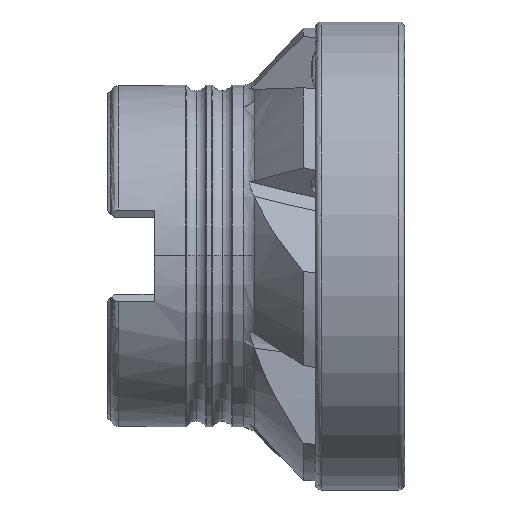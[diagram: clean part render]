
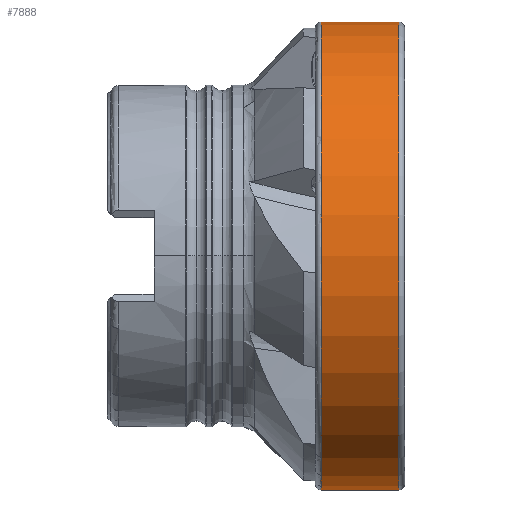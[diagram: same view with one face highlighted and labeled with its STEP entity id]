
A CAD part, top view. The second image highlights one B-rep face of the part: STEP entity #7888.
In plain terms, the highlighted cylindrical face has radius 31.5 mm (diameter 63 mm), a partial arc.
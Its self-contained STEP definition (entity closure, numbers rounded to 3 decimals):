
#757 = CARTESIAN_POINT ( 'NONE',  ( -0.2, -31.5, 0. ) ) ;
#788 = CARTESIAN_POINT ( 'NONE',  ( -10.6, -31.5, 0. ) ) ;
#807 = CARTESIAN_POINT ( 'NONE',  ( -10.6, 31.5, 0. ) ) ;
#838 = CARTESIAN_POINT ( 'NONE',  ( -0.2, 31.5, 0. ) ) ;
#2215 = FACE_OUTER_BOUND ( 'NONE', #7157, .T. ) ;
#2224 = CYLINDRICAL_SURFACE ( 'NONE', #10723, 31.5 ) ;
#3549 = CARTESIAN_POINT ( 'NONE',  ( 9.67, 0., 0. ) ) ;
#3550 = DIRECTION ( 'NONE',  ( 1., 0., 0. ) ) ;
#3558 = DIRECTION ( 'NONE',  ( 0., 1., 0. ) ) ;
#4536 = EDGE_CURVE ( 'NONE', #6815, #6846, #9995, .T. ) ;
#4537 = EDGE_CURVE ( 'NONE', #6796, #6767, #10000, .T. ) ;
#4539 = EDGE_CURVE ( 'NONE', #6815, #6796, #9999, .T. ) ;
#4547 = EDGE_CURVE ( 'NONE', #6846, #6767, #10009, .T. ) ;
#4744 = ORIENTED_EDGE ( 'NONE', *, *, #4537, .T. ) ;
#4745 = ORIENTED_EDGE ( 'NONE', *, *, #4536, .F. ) ;
#4811 = ORIENTED_EDGE ( 'NONE', *, *, #4539, .T. ) ;
#4824 = ORIENTED_EDGE ( 'NONE', *, *, #4547, .F. ) ;
#6767 = VERTEX_POINT ( 'NONE', #757 ) ;
#6796 = VERTEX_POINT ( 'NONE', #788 ) ;
#6815 = VERTEX_POINT ( 'NONE', #807 ) ;
#6846 = VERTEX_POINT ( 'NONE', #838 ) ;
#7157 = EDGE_LOOP ( 'NONE', ( #4811, #4744, #4824, #4745 ) ) ;
#7888 = ADVANCED_FACE ( 'NONE', ( #2215 ), #2224, .T. ) ;
#8309 = AXIS2_PLACEMENT_3D ( 'NONE', #9856, #9857, #9858 ) ;
#9838 = CARTESIAN_POINT ( 'NONE',  ( 9.67, -31.5, 0. ) ) ;
#9840 = CARTESIAN_POINT ( 'NONE',  ( 9.67, 31.5, 0. ) ) ;
#9847 = DIRECTION ( 'NONE',  ( 1., 0., 0. ) ) ;
#9851 = DIRECTION ( 'NONE',  ( 1., 0., 0. ) ) ;
#9856 = CARTESIAN_POINT ( 'NONE',  ( -10.6, 0., 0. ) ) ;
#9857 = DIRECTION ( 'NONE',  ( 1., 0., 0. ) ) ;
#9858 = DIRECTION ( 'NONE',  ( 0., 1., 0. ) ) ;
#9883 = CARTESIAN_POINT ( 'NONE',  ( -0.2, 0., 0. ) ) ;
#9884 = DIRECTION ( 'NONE',  ( 1., 0., 0. ) ) ;
#9885 = DIRECTION ( 'NONE',  ( 0., 1., 0. ) ) ;
#9995 = LINE ( 'NONE', #9840, #10001 ) ;
#9999 = CIRCLE ( 'NONE', #8309, 31.5 ) ;
#10000 = LINE ( 'NONE', #9838, #10002 ) ;
#10001 = VECTOR ( 'NONE', #9847, 1000. ) ;
#10002 = VECTOR ( 'NONE', #9851, 1000. ) ;
#10009 = CIRCLE ( 'NONE', #10456, 31.5 ) ;
#10456 = AXIS2_PLACEMENT_3D ( 'NONE', #9883, #9884, #9885 ) ;
#10723 = AXIS2_PLACEMENT_3D ( 'NONE', #3549, #3550, #3558 ) ;
